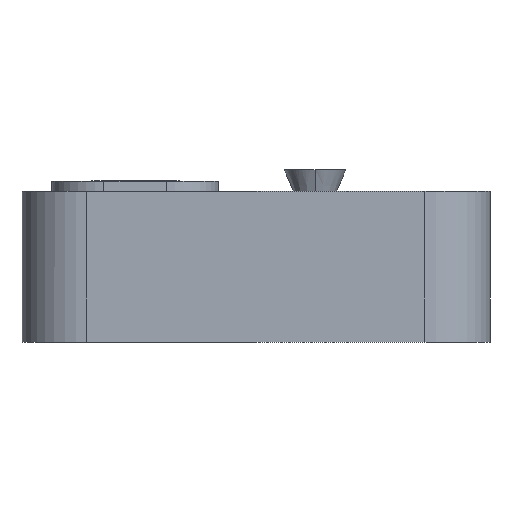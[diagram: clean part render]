
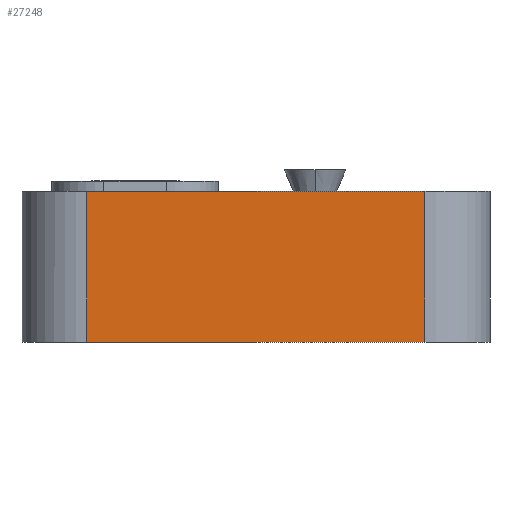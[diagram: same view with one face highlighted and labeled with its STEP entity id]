
A CAD part, left-side view. The second image highlights one B-rep face of the part: STEP entity #27248.
In plain terms, the highlighted planar face has unit normal (-1, 0, 0).
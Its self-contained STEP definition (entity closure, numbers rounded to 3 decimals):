
#2015 = LINE ( 'NONE', #8749, #2187 ) ;
#2187 = VECTOR ( 'NONE', #11148, 1000. ) ;
#2242 = EDGE_CURVE ( 'NONE', #28174, #18988, #2015, .T. ) ;
#4067 = VECTOR ( 'NONE', #29394, 1000. ) ;
#4074 = ORIENTED_EDGE ( 'NONE', *, *, #8108, .T. ) ;
#4265 = CARTESIAN_POINT ( 'NONE',  ( -11.875, 5.8, 6.5 ) ) ;
#6976 = CARTESIAN_POINT ( 'NONE',  ( -11.875, 5.8, -6.5 ) ) ;
#8108 = EDGE_CURVE ( 'NONE', #12892, #18988, #29243, .T. ) ;
#8749 = CARTESIAN_POINT ( 'NONE',  ( -11.875, 4.8, 6.5 ) ) ;
#9361 = VECTOR ( 'NONE', #19769, 1000. ) ;
#9833 = VERTEX_POINT ( 'NONE', #6976 ) ;
#10606 = LINE ( 'NONE', #26671, #9361 ) ;
#11095 = VECTOR ( 'NONE', #17901, 1000. ) ;
#11148 = DIRECTION ( 'NONE',  ( 0., -1., 0. ) ) ;
#11641 = EDGE_CURVE ( 'NONE', #9833, #28174, #27351, .T. ) ;
#11782 = CARTESIAN_POINT ( 'NONE',  ( -11.875, 5.8, 6.5 ) ) ;
#12892 = VERTEX_POINT ( 'NONE', #22616 ) ;
#13646 = EDGE_LOOP ( 'NONE', ( #4074, #27976, #18506, #23469 ) ) ;
#14131 = DIRECTION ( 'NONE',  ( 0., 0., -1. ) ) ;
#17901 = DIRECTION ( 'NONE',  ( 0., 0., 1. ) ) ;
#18506 = ORIENTED_EDGE ( 'NONE', *, *, #11641, .F. ) ;
#18988 = VERTEX_POINT ( 'NONE', #20045 ) ;
#19473 = AXIS2_PLACEMENT_3D ( 'NONE', #25551, #21178, #14131 ) ;
#19769 = DIRECTION ( 'NONE',  ( 0., -1., 0. ) ) ;
#20045 = CARTESIAN_POINT ( 'NONE',  ( -11.875, 0., 6.5 ) ) ;
#20386 = CARTESIAN_POINT ( 'NONE',  ( -11.875, 0., 6.5 ) ) ;
#20889 = FACE_OUTER_BOUND ( 'NONE', #13646, .T. ) ;
#21178 = DIRECTION ( 'NONE',  ( 1., 0., 0. ) ) ;
#22616 = CARTESIAN_POINT ( 'NONE',  ( -11.875, 0., -6.5 ) ) ;
#23469 = ORIENTED_EDGE ( 'NONE', *, *, #25712, .T. ) ;
#25551 = CARTESIAN_POINT ( 'NONE',  ( -11.875, 4.8, 6.5 ) ) ;
#25712 = EDGE_CURVE ( 'NONE', #9833, #12892, #10606, .T. ) ;
#26671 = CARTESIAN_POINT ( 'NONE',  ( -11.875, 4.8, -6.5 ) ) ;
#27248 = ADVANCED_FACE ( 'NONE', ( #20889 ), #27785, .F. ) ;
#27351 = LINE ( 'NONE', #4265, #11095 ) ;
#27785 = PLANE ( 'NONE',  #19473 ) ;
#27976 = ORIENTED_EDGE ( 'NONE', *, *, #2242, .F. ) ;
#28174 = VERTEX_POINT ( 'NONE', #11782 ) ;
#29243 = LINE ( 'NONE', #20386, #4067 ) ;
#29394 = DIRECTION ( 'NONE',  ( 0., 0., 1. ) ) ;
